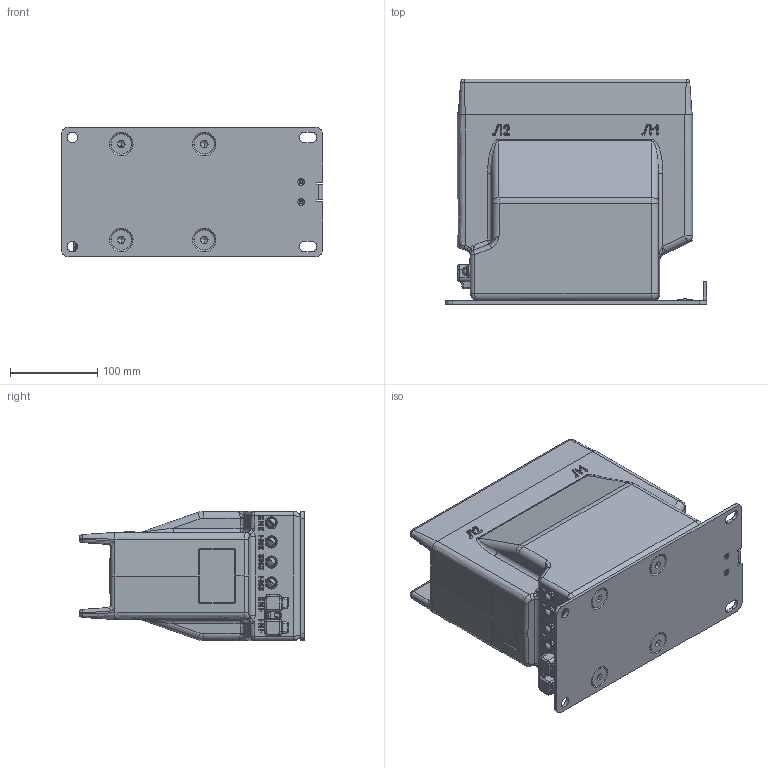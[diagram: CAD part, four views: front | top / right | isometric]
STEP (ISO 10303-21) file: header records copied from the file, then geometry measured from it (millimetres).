
FILE_DESCRIPTION (( 'STEP AP203' ), '1' );
FILE_NAME ('ﾒﾎﾋ-10-Iﾌ-3-1 (5-600)ﾀ.STEP', '2018-01-31T11:17:11', ( '' ), ( '' ), 'SwSTEP 2.0', 'SolidWorks 2010', '' );
FILE_SCHEMA (( 'CONFIG_CONTROL_DESIGN' ));
Length unit declared in the file: millimetre
Products named in the file (1): ﾒﾎﾋ-10-Iﾌ-3-1 (5-600)ﾀ
Bounding box: 300 x 258.4 x 148 mm (x, y, z)
Surface area: 361798.3 mm2 (no closed solid volume)
Topology: 0 solids, 40 shells, 699 faces, 2063 edges, 1347 vertices
Faces by surface type: plane 274, cylinder 169, cone 119, bspline 91, sphere 32, torus 14
Entity records: 26572 total; most frequent: CARTESIAN_POINT 8730, DIRECTION 3704, ORIENTED_EDGE 3503, EDGE_CURVE 2039, AXIS2_PLACEMENT_3D 1353, VERTEX_POINT 1347, LINE 998, VECTOR 998
